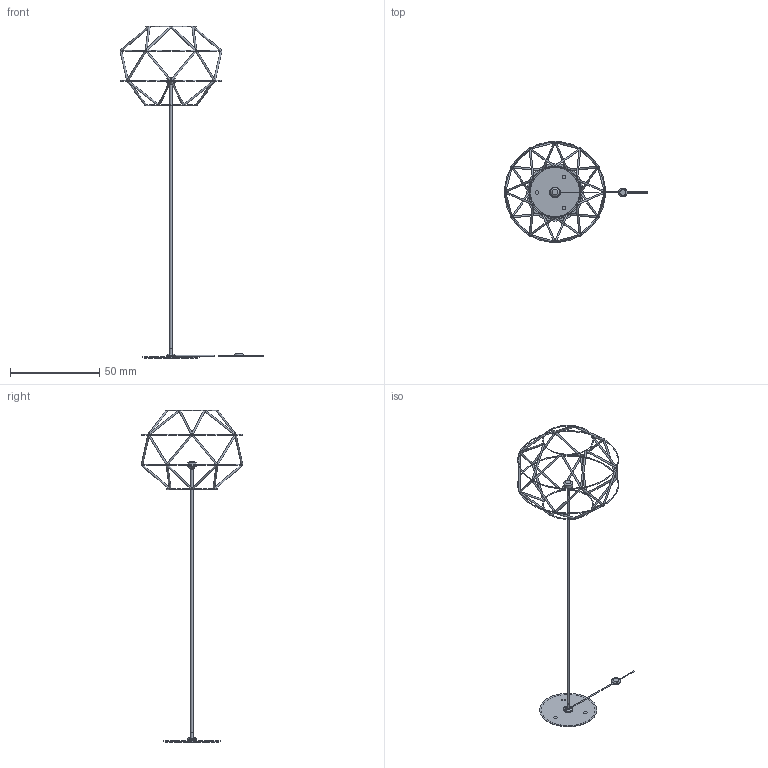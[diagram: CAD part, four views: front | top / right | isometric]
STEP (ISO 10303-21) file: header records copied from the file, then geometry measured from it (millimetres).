
FILE_DESCRIPTION(/* description */ (''),/* implementation_level */ '2;1');
FILE_NAME(/* name */ 'euclide_560_TERRA.stp',/* time_stamp */ '2023-02-07T16:45:20+01:00',/* author */ (''),/* organization */ (''),/* preprocessor_version */ 'ST-DEVELOPER v15',/* originating_system */ 'SIEMENS PLM Software NX 9.0',/* authorisation */ '');
FILE_SCHEMA (('AP203_CONFIGURATION_CONTROLLED_3D_DESIGN_OF_MECHANICAL_PARTS_AND_ASSEMBLIES_MIM_LF { 1 0 10303 403 2 1 2}'));
Length unit declared in the file: millimetre
Products named in the file (1): Gera194CEC76pe7b
Bounding box: 80.36 x 56.88 x 185.5 mm (x, y, z)
Volume: 1481 mm3; surface area: 9251.8 mm2
Topology: 57 solids, 58 shells, 336 faces, 651 edges, 431 vertices
Faces by surface type: plane 182, cylinder 119, cone 21, torus 13, bspline 1
Full cylindrical faces by diameter (mm): 0.24 x4, 0.3 x2, 0.4 x5, 0.42 x2, 0.5 x2, 0.505 x3, 0.52 x3, 0.545 x1, 0.56 x2, 0.65 x1, 0.7 x2, 0.9 x2, 0.965 x3, 1 x37, 1.2 x1, 1.3 x1, 2 x3, 5 x2, 5.2 x1, 6 x1, 29.4 x1, 30 x1, 32 x1
Entity records: 8156 total; most frequent: CARTESIAN_POINT 1599, DIRECTION 1426, ORIENTED_EDGE 1009, AXIS2_PLACEMENT_3D 604, EDGE_CURVE 515, EDGE_LOOP 477, VERTEX_POINT 415, ADVANCED_FACE 336
